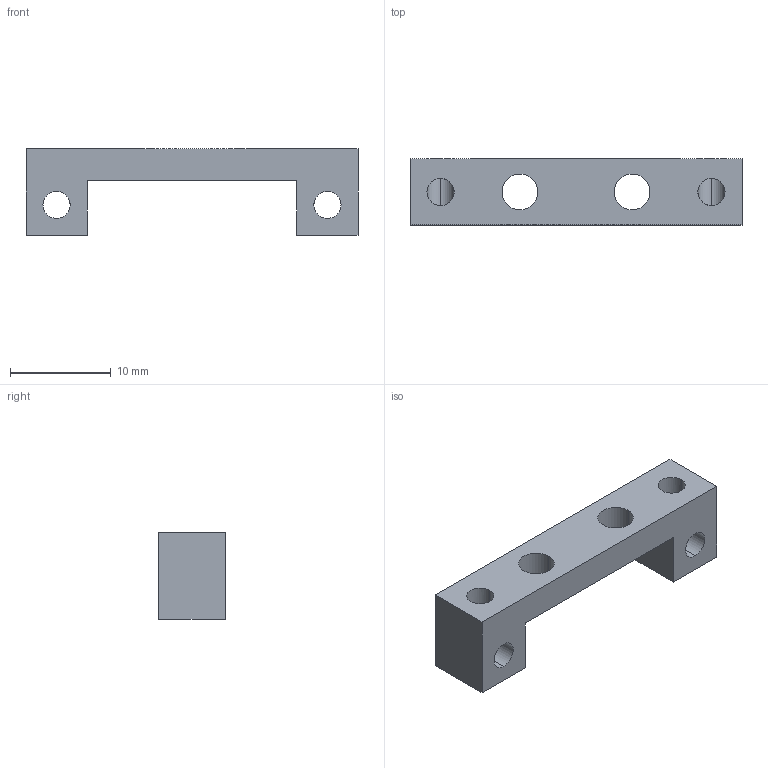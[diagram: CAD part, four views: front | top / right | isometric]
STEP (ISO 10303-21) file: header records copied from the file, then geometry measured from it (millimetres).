
FILE_DESCRIPTION (( 'STEP AP203' ), '1' );
FILE_NAME ('585470.STEP', '2014-07-14T21:55:05', ( 'Kyle' ), ( 'Microsoft' ), 'SwSTEP 2.0', 'SolidWorks 2014', '' );
FILE_SCHEMA (( 'CONFIG_CONTROL_DESIGN' ));
Length unit declared in the file: inch
Products named in the file (1): 585470
Bounding box: 33.02 x 6.58 x 8.63 mm (x, y, z)
Volume: 936.3 mm3; surface area: 1136.3 mm2
Topology: 1 solids, 1 shells, 22 faces, 66 edges, 44 vertices
Faces by surface type: cylinder 12, plane 10
Entity records: 853 total; most frequent: CARTESIAN_POINT 157, ORIENTED_EDGE 132, DIRECTION 124, EDGE_CURVE 66, VERTEX_POINT 44, AXIS2_PLACEMENT_3D 43, LINE 38, VECTOR 38
